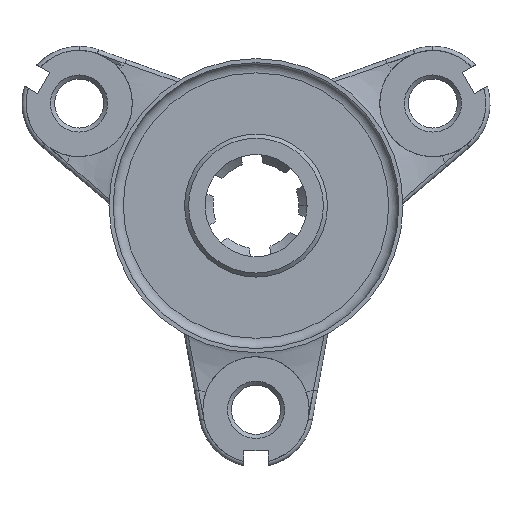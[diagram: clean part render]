
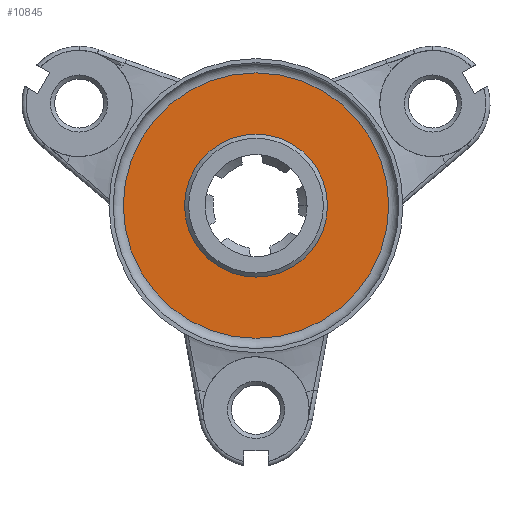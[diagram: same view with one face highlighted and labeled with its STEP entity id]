
A CAD part, front view. The second image highlights one B-rep face of the part: STEP entity #10845.
In plain terms, the highlighted planar face has unit normal (0, -1, 0).
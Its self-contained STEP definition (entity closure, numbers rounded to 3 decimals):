
#10726=CARTESIAN_POINT('',(0.,19.,32.5));
#10727=VERTEX_POINT('',#10726);
#10761=CARTESIAN_POINT('',(32.5,19.,-0.));
#10762=VERTEX_POINT('',#10761);
#10763=CARTESIAN_POINT('',(0.,19.,0.));
#10764=DIRECTION('',(0.,1.,0.));
#10765=DIRECTION('',(-1.,0.,0.));
#10766=AXIS2_PLACEMENT_3D('',#10763,#10764,#10765);
#10767=CIRCLE('',#10766,32.5);
#10768=EDGE_CURVE('',#10727,#10762,#10767,.T.);
#10770=CARTESIAN_POINT('',(0.,19.,0.));
#10771=DIRECTION('',(0.,1.,0.));
#10772=DIRECTION('',(-1.,0.,0.));
#10773=AXIS2_PLACEMENT_3D('',#10770,#10771,#10772);
#10774=CIRCLE('',#10773,32.5);
#10775=EDGE_CURVE('',#10762,#10727,#10774,.T.);
#10816=CARTESIAN_POINT('',(17.5,19.,0.));
#10817=DIRECTION('',(0.,-1.,0.));
#10818=DIRECTION('',(0.,0.,-1.));
#10819=AXIS2_PLACEMENT_3D('',#10816,#10817,#10818);
#10820=PLANE('',#10819);
#10821=CARTESIAN_POINT('',(-17.5,19.,0.));
#10822=VERTEX_POINT('',#10821);
#10823=CARTESIAN_POINT('',(17.5,19.,0.));
#10824=VERTEX_POINT('',#10823);
#10825=CARTESIAN_POINT('',(0.,19.,0.));
#10826=DIRECTION('',(0.,-1.,0.));
#10827=DIRECTION('',(1.,0.,0.));
#10828=AXIS2_PLACEMENT_3D('',#10825,#10826,#10827);
#10829=CIRCLE('',#10828,17.5);
#10830=EDGE_CURVE('',#10822,#10824,#10829,.T.);
#10831=ORIENTED_EDGE('',*,*,#10830,.F.);
#10832=CARTESIAN_POINT('',(0.,19.,0.));
#10833=DIRECTION('',(0.,-1.,0.));
#10834=DIRECTION('',(1.,0.,0.));
#10835=AXIS2_PLACEMENT_3D('',#10832,#10833,#10834);
#10836=CIRCLE('',#10835,17.5);
#10837=EDGE_CURVE('',#10824,#10822,#10836,.T.);
#10838=ORIENTED_EDGE('',*,*,#10837,.F.);
#10839=EDGE_LOOP('',(#10831,#10838));
#10840=FACE_BOUND('',#10839,.T.);
#10841=ORIENTED_EDGE('',*,*,#10768,.F.);
#10842=ORIENTED_EDGE('',*,*,#10775,.F.);
#10843=EDGE_LOOP('',(#10841,#10842));
#10844=FACE_BOUND('',#10843,.T.);
#10845=ADVANCED_FACE('',(#10840,#10844),#10820,.T.);
